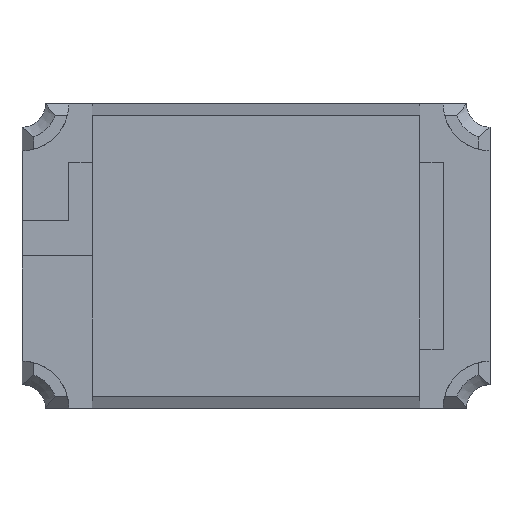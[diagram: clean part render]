
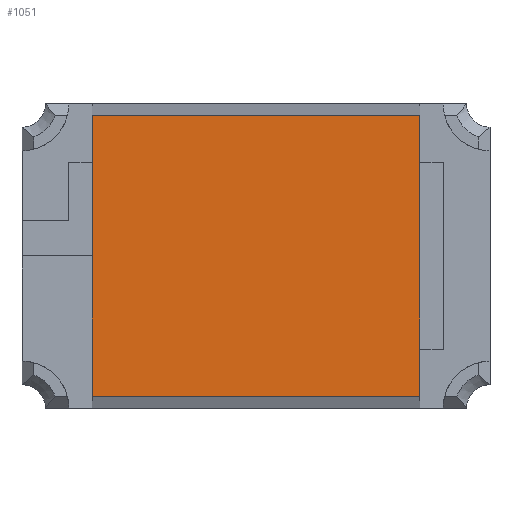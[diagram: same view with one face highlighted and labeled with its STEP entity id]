
A CAD part, top view. The second image highlights one B-rep face of the part: STEP entity #1051.
In plain terms, the highlighted planar face has unit normal (0, 0, 1).
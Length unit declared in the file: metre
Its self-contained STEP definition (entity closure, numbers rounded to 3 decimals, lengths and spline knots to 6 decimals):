
#96=ORIENTED_EDGE('',*,*,#385,.T.);
#97=ORIENTED_EDGE('',*,*,#392,.T.);
#98=ORIENTED_EDGE('',*,*,#376,.F.);
#99=ORIENTED_EDGE('',*,*,#393,.F.);
#376=EDGE_CURVE('',#524,#525,#616,.T.);
#385=EDGE_CURVE('',#533,#531,#625,.T.);
#392=EDGE_CURVE('',#531,#525,#632,.T.);
#393=EDGE_CURVE('',#533,#524,#633,.T.);
#524=VERTEX_POINT('',#1871);
#525=VERTEX_POINT('',#1872);
#531=VERTEX_POINT('',#1887);
#533=VERTEX_POINT('',#1890);
#616=LINE('',#1870,#728);
#625=LINE('',#1889,#737);
#632=LINE('',#1902,#744);
#633=LINE('',#1903,#745);
#728=VECTOR('',#1575,1.);
#737=VECTOR('',#1586,1.);
#744=VECTOR('',#1595,1.);
#745=VECTOR('',#1596,1.);
#831=EDGE_LOOP('',(#96,#97,#98,#99));
#889=FACE_BOUND('',#831,.T.);
#947=PLANE('',#1474);
#1051=ADVANCED_FACE('',(#889),#947,.T.);
#1474=AXIS2_PLACEMENT_3D('',#1901,#1593,#1594);
#1575=DIRECTION('',(0.,-1.,0.));
#1586=DIRECTION('',(0.,-1.,0.));
#1593=DIRECTION('',(0.,0.,1.));
#1594=DIRECTION('',(1.,0.,0.));
#1595=DIRECTION('',(1.,0.,0.));
#1596=DIRECTION('',(1.,0.,0.));
#1870=CARTESIAN_POINT('',(0.0007,0.,0.0005));
#1871=CARTESIAN_POINT('',(0.0007,0.0006,0.0005));
#1872=CARTESIAN_POINT('',(0.0007,-0.0006,0.0005));
#1887=CARTESIAN_POINT('',(-0.0007,-0.0006,0.0005));
#1889=CARTESIAN_POINT('',(-0.0007,0.,0.0005));
#1890=CARTESIAN_POINT('',(-0.0007,0.0006,0.0005));
#1901=CARTESIAN_POINT('',(0.,0.,0.0005));
#1902=CARTESIAN_POINT('',(-0.0007,-0.0006,0.0005));
#1903=CARTESIAN_POINT('',(-0.0007,0.0006,0.0005));
